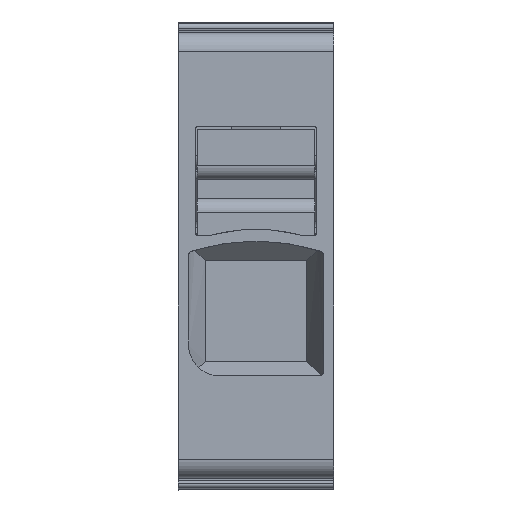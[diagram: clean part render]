
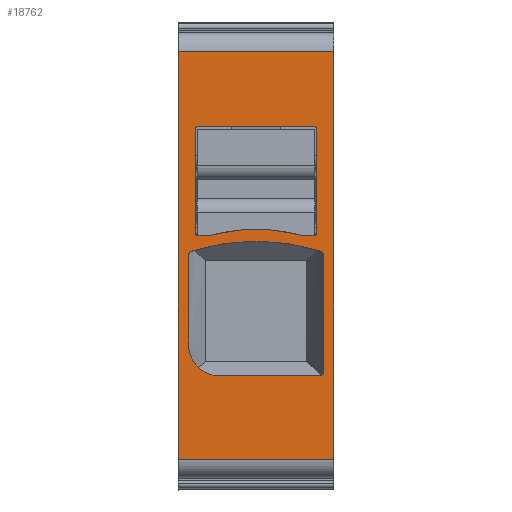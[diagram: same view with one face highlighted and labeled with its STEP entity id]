
A CAD part, top view. The second image highlights one B-rep face of the part: STEP entity #18762.
In plain terms, the highlighted planar face has unit normal (0, 0, 1).
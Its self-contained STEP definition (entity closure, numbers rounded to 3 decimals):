
#11608=AXIS2_PLACEMENT_3D('Circle Axis2P3D',#11606,#11607,$) ;
#15603=AXIS2_PLACEMENT_3D('Circle Axis2P3D',#15601,#15602,$) ;
#15652=AXIS2_PLACEMENT_3D('Circle Axis2P3D',#15650,#15651,$) ;
#15676=AXIS2_PLACEMENT_3D('Circle Axis2P3D',#15674,#15675,$) ;
#15702=AXIS2_PLACEMENT_3D('Circle Axis2P3D',#15700,#15701,$) ;
#15750=AXIS2_PLACEMENT_3D('Circle Axis2P3D',#15748,#15749,$) ;
#15799=AXIS2_PLACEMENT_3D('Circle Axis2P3D',#15797,#15798,$) ;
#15825=AXIS2_PLACEMENT_3D('Circle Axis2P3D',#15823,#15824,$) ;
#15849=AXIS2_PLACEMENT_3D('Circle Axis2P3D',#15847,#15848,$) ;
#16728=AXIS2_PLACEMENT_3D('Circle Axis2P3D',#16726,#16727,$) ;
#16780=AXIS2_PLACEMENT_3D('Circle Axis2P3D',#16778,#16779,$) ;
#16830=AXIS2_PLACEMENT_3D('Circle Axis2P3D',#16828,#16829,$) ;
#18728=AXIS2_PLACEMENT_3D('Plane Axis2P3D',#18725,#18726,#18727) ;
#11603=CARTESIAN_POINT('Vertex',(7.1,13.2,50.95)) ;
#11606=CARTESIAN_POINT('Axis2P3D Location',(7.1,13.3,50.95)) ;
#11610=CARTESIAN_POINT('Vertex',(7.2,13.3,50.95)) ;
#15530=CARTESIAN_POINT('Line Origine',(4.4,22.725,50.95)) ;
#15534=CARTESIAN_POINT('Vertex',(0.05,22.725,50.95)) ;
#15536=CARTESIAN_POINT('Vertex',(8.1,22.725,50.95)) ;
#15574=CARTESIAN_POINT('Vertex',(2.15,5.9,50.95)) ;
#15577=CARTESIAN_POINT('Line Origine',(4.75,5.9,50.95)) ;
#15581=CARTESIAN_POINT('Vertex',(7.35,5.9,50.95)) ;
#15601=CARTESIAN_POINT('Axis2P3D Location',(7.35,6.1,50.95)) ;
#15605=CARTESIAN_POINT('Vertex',(7.55,6.1,50.95)) ;
#15626=CARTESIAN_POINT('Line Origine',(7.55,9.142,50.95)) ;
#15630=CARTESIAN_POINT('Vertex',(7.55,12.183,50.95)) ;
#15650=CARTESIAN_POINT('Axis2P3D Location',(7.35,12.183,50.95)) ;
#15654=CARTESIAN_POINT('Vertex',(7.411,12.374,50.95)) ;
#15674=CARTESIAN_POINT('Axis2P3D Location',(4.05,1.9,50.95)) ;
#15678=CARTESIAN_POINT('Vertex',(0.689,12.374,50.95)) ;
#15700=CARTESIAN_POINT('Axis2P3D Location',(0.75,12.183,50.95)) ;
#15704=CARTESIAN_POINT('Vertex',(0.55,12.183,50.95)) ;
#15728=CARTESIAN_POINT('Vertex',(0.55,7.5,50.95)) ;
#15731=CARTESIAN_POINT('Line Origine',(0.55,9.842,50.95)) ;
#15748=CARTESIAN_POINT('Axis2P3D Location',(2.15,7.5,50.95)) ;
#15770=CARTESIAN_POINT('Vertex',(1.,13.2,50.95)) ;
#15773=CARTESIAN_POINT('Line Origine',(1.35,13.2,50.95)) ;
#15777=CARTESIAN_POINT('Vertex',(1.7,13.2,50.95)) ;
#15797=CARTESIAN_POINT('Axis2P3D Location',(5.329,-1.56,50.95)) ;
#15801=CARTESIAN_POINT('Vertex',(2.511,13.376,50.95)) ;
#15823=CARTESIAN_POINT('Axis2P3D Location',(4.05,5.22,50.95)) ;
#15827=CARTESIAN_POINT('Vertex',(5.589,13.376,50.95)) ;
#15847=CARTESIAN_POINT('Axis2P3D Location',(2.771,-1.56,50.95)) ;
#15851=CARTESIAN_POINT('Vertex',(6.4,13.2,50.95)) ;
#15868=CARTESIAN_POINT('Line Origine',(6.75,13.2,50.95)) ;
#15885=CARTESIAN_POINT('Line Origine',(7.2,16.025,50.95)) ;
#15889=CARTESIAN_POINT('Vertex',(7.2,18.75,50.95)) ;
#15943=CARTESIAN_POINT('Vertex',(0.,1.575,50.95)) ;
#15947=CARTESIAN_POINT('Control Point',(0.,22.725,50.95)) ;
#15948=CARTESIAN_POINT('Control Point',(0.,18.495,50.95)) ;
#15949=CARTESIAN_POINT('Control Point',(0.,14.265,50.95)) ;
#15950=CARTESIAN_POINT('Control Point',(0.,10.035,50.95)) ;
#15951=CARTESIAN_POINT('Control Point',(0.,5.805,50.95)) ;
#15952=CARTESIAN_POINT('Control Point',(0.,1.575,50.95)) ;
#15953=CARTESIAN_POINT('Vertex',(0.,22.725,50.95)) ;
#16726=CARTESIAN_POINT('Axis2P3D Location',(7.1,18.75,50.95)) ;
#16730=CARTESIAN_POINT('Vertex',(7.1,18.85,50.95)) ;
#16750=CARTESIAN_POINT('Line Origine',(4.05,18.85,50.95)) ;
#16754=CARTESIAN_POINT('Vertex',(1.,18.85,50.95)) ;
#16778=CARTESIAN_POINT('Axis2P3D Location',(1.,18.75,50.95)) ;
#16782=CARTESIAN_POINT('Vertex',(0.9,18.75,50.95)) ;
#16797=CARTESIAN_POINT('Line Origine',(0.9,16.025,50.95)) ;
#16801=CARTESIAN_POINT('Vertex',(0.9,13.3,50.95)) ;
#16828=CARTESIAN_POINT('Axis2P3D Location',(1.,13.3,50.95)) ;
#16858=CARTESIAN_POINT('Vertex',(8.1,1.575,50.95)) ;
#16861=CARTESIAN_POINT('Line Origine',(4.4,1.575,50.95)) ;
#16865=CARTESIAN_POINT('Vertex',(0.05,1.575,50.95)) ;
#17049=CARTESIAN_POINT('Line Origine',(8.1,12.15,50.95)) ;
#17236=CARTESIAN_POINT('Line Origine',(0.025,1.575,50.95)) ;
#17258=CARTESIAN_POINT('Line Origine',(0.025,22.725,50.95)) ;
#18725=CARTESIAN_POINT('Axis2P3D Location',(0.,8.3,50.95)) ;
#11607=DIRECTION('Axis2P3D Direction',(0.,0.,-1.)) ;
#15531=DIRECTION('Vector Direction',(1.,0.,0.)) ;
#15578=DIRECTION('Vector Direction',(1.,0.,0.)) ;
#15602=DIRECTION('Axis2P3D Direction',(0.,0.,-1.)) ;
#15627=DIRECTION('Vector Direction',(0.,-1.,0.)) ;
#15651=DIRECTION('Axis2P3D Direction',(0.,0.,-1.)) ;
#15675=DIRECTION('Axis2P3D Direction',(0.,0.,-1.)) ;
#15701=DIRECTION('Axis2P3D Direction',(0.,0.,-1.)) ;
#15732=DIRECTION('Vector Direction',(0.,-1.,0.)) ;
#15749=DIRECTION('Axis2P3D Direction',(0.,0.,-1.)) ;
#15774=DIRECTION('Vector Direction',(-1.,0.,0.)) ;
#15798=DIRECTION('Axis2P3D Direction',(0.,0.,-1.)) ;
#15824=DIRECTION('Axis2P3D Direction',(0.,0.,-1.)) ;
#15848=DIRECTION('Axis2P3D Direction',(0.,0.,-1.)) ;
#15869=DIRECTION('Vector Direction',(-1.,0.,0.)) ;
#15886=DIRECTION('Vector Direction',(0.,1.,0.)) ;
#16727=DIRECTION('Axis2P3D Direction',(0.,0.,-1.)) ;
#16751=DIRECTION('Vector Direction',(-1.,0.,0.)) ;
#16779=DIRECTION('Axis2P3D Direction',(0.,0.,-1.)) ;
#16798=DIRECTION('Vector Direction',(0.,1.,0.)) ;
#16829=DIRECTION('Axis2P3D Direction',(-0.,0.,-1.)) ;
#16862=DIRECTION('Vector Direction',(1.,0.,0.)) ;
#17050=DIRECTION('Vector Direction',(0.,-1.,0.)) ;
#17237=DIRECTION('Vector Direction',(-1.,0.,0.)) ;
#17259=DIRECTION('Vector Direction',(-1.,0.,0.)) ;
#18726=DIRECTION('Axis2P3D Direction',(0.,0.,-1.)) ;
#18727=DIRECTION('Axis2P3D XDirection',(1.,0.,0.)) ;
#15532=VECTOR('Line Direction',#15531,1.) ;
#15579=VECTOR('Line Direction',#15578,1.) ;
#15628=VECTOR('Line Direction',#15627,1.) ;
#15733=VECTOR('Line Direction',#15732,1.) ;
#15775=VECTOR('Line Direction',#15774,1.) ;
#15870=VECTOR('Line Direction',#15869,1.) ;
#15887=VECTOR('Line Direction',#15886,1.) ;
#16752=VECTOR('Line Direction',#16751,1.) ;
#16799=VECTOR('Line Direction',#16798,1.) ;
#16863=VECTOR('Line Direction',#16862,1.) ;
#17051=VECTOR('Line Direction',#17050,1.) ;
#17238=VECTOR('Line Direction',#17237,1.) ;
#17260=VECTOR('Line Direction',#17259,1.) ;
#18731=ORIENTED_EDGE('',*,*,#17240,.F.) ;
#18732=ORIENTED_EDGE('',*,*,#16867,.T.) ;
#18733=ORIENTED_EDGE('',*,*,#17053,.F.) ;
#18734=ORIENTED_EDGE('',*,*,#15538,.F.) ;
#18735=ORIENTED_EDGE('',*,*,#17262,.T.) ;
#18736=ORIENTED_EDGE('',*,*,#15955,.F.) ;
#18739=ORIENTED_EDGE('',*,*,#15779,.T.) ;
#18740=ORIENTED_EDGE('',*,*,#16832,.F.) ;
#18741=ORIENTED_EDGE('',*,*,#16803,.T.) ;
#18742=ORIENTED_EDGE('',*,*,#16784,.F.) ;
#18743=ORIENTED_EDGE('',*,*,#16756,.F.) ;
#18744=ORIENTED_EDGE('',*,*,#16732,.F.) ;
#18745=ORIENTED_EDGE('',*,*,#15891,.F.) ;
#18746=ORIENTED_EDGE('',*,*,#11612,.F.) ;
#18747=ORIENTED_EDGE('',*,*,#15872,.T.) ;
#18748=ORIENTED_EDGE('',*,*,#15853,.T.) ;
#18749=ORIENTED_EDGE('',*,*,#15829,.T.) ;
#18750=ORIENTED_EDGE('',*,*,#15803,.T.) ;
#18753=ORIENTED_EDGE('',*,*,#15583,.F.) ;
#18754=ORIENTED_EDGE('',*,*,#15752,.F.) ;
#18755=ORIENTED_EDGE('',*,*,#15735,.F.) ;
#18756=ORIENTED_EDGE('',*,*,#15706,.F.) ;
#18757=ORIENTED_EDGE('',*,*,#15680,.F.) ;
#18758=ORIENTED_EDGE('',*,*,#15656,.F.) ;
#18759=ORIENTED_EDGE('',*,*,#15632,.T.) ;
#18760=ORIENTED_EDGE('',*,*,#15607,.F.) ;
#18751=FACE_BOUND('',#18738,.T.) ;
#18761=FACE_BOUND('',#18752,.T.) ;
#18762=ADVANCED_FACE('MLD_APG_6_L.1\\MLD_APG_6_L',(#18737,#18751,#18761),#18729,.F.) ;
#15946=B_SPLINE_CURVE_WITH_KNOTS('',5,(#15947,#15948,#15949,#15950,#15951,#15952),.UNSPECIFIED.,.F.,.U.,(6,6),(0.,21.15),.UNSPECIFIED.) ;
#11609=CIRCLE('generated circle',#11608,0.1) ;
#15604=CIRCLE('generated circle',#15603,0.2) ;
#15653=CIRCLE('generated circle',#15652,0.2) ;
#15677=CIRCLE('generated circle',#15676,11.) ;
#15703=CIRCLE('generated circle',#15702,0.2) ;
#15751=CIRCLE('generated circle',#15750,1.6) ;
#15800=CIRCLE('generated circle',#15799,15.2) ;
#15826=CIRCLE('generated circle',#15825,8.3) ;
#15850=CIRCLE('generated circle',#15849,15.2) ;
#16729=CIRCLE('generated circle',#16728,0.1) ;
#16781=CIRCLE('generated circle',#16780,0.1) ;
#16831=CIRCLE('generated circle',#16830,0.1) ;
#11612=EDGE_CURVE('',#11604,#11611,#11609,.F.) ;
#15538=EDGE_CURVE('',#15535,#15537,#15533,.T.) ;
#15583=EDGE_CURVE('',#15575,#15582,#15580,.T.) ;
#15607=EDGE_CURVE('',#15582,#15606,#15604,.F.) ;
#15632=EDGE_CURVE('',#15631,#15606,#15629,.T.) ;
#15656=EDGE_CURVE('',#15631,#15655,#15653,.F.) ;
#15680=EDGE_CURVE('',#15655,#15679,#15677,.F.) ;
#15706=EDGE_CURVE('',#15679,#15705,#15703,.F.) ;
#15735=EDGE_CURVE('',#15705,#15729,#15734,.T.) ;
#15752=EDGE_CURVE('',#15729,#15575,#15751,.F.) ;
#15779=EDGE_CURVE('',#15778,#15771,#15776,.T.) ;
#15803=EDGE_CURVE('',#15802,#15778,#15800,.F.) ;
#15829=EDGE_CURVE('',#15828,#15802,#15826,.F.) ;
#15853=EDGE_CURVE('',#15852,#15828,#15850,.F.) ;
#15872=EDGE_CURVE('',#11604,#15852,#15871,.T.) ;
#15891=EDGE_CURVE('',#11611,#15890,#15888,.T.) ;
#15955=EDGE_CURVE('',#15944,#15954,#15946,.F.) ;
#16732=EDGE_CURVE('',#15890,#16731,#16729,.F.) ;
#16756=EDGE_CURVE('',#16731,#16755,#16753,.T.) ;
#16784=EDGE_CURVE('',#16755,#16783,#16781,.F.) ;
#16803=EDGE_CURVE('',#16802,#16783,#16800,.T.) ;
#16832=EDGE_CURVE('',#16802,#15771,#16831,.F.) ;
#16867=EDGE_CURVE('',#16866,#16859,#16864,.T.) ;
#17053=EDGE_CURVE('',#15537,#16859,#17052,.T.) ;
#17240=EDGE_CURVE('',#16866,#15944,#17239,.T.) ;
#17262=EDGE_CURVE('',#15535,#15954,#17261,.T.) ;
#18730=EDGE_LOOP('',(#18731,#18732,#18733,#18734,#18735,#18736)) ;
#18738=EDGE_LOOP('',(#18739,#18740,#18741,#18742,#18743,#18744,#18745,#18746,#18747,#18748,#18749,#18750)) ;
#18752=EDGE_LOOP('',(#18753,#18754,#18755,#18756,#18757,#18758,#18759,#18760)) ;
#18737=FACE_OUTER_BOUND('',#18730,.T.) ;
#15533=LINE('Line',#15530,#15532) ;
#15580=LINE('Line',#15577,#15579) ;
#15629=LINE('Line',#15626,#15628) ;
#15734=LINE('Line',#15731,#15733) ;
#15776=LINE('Line',#15773,#15775) ;
#15871=LINE('Line',#15868,#15870) ;
#15888=LINE('Line',#15885,#15887) ;
#16753=LINE('Line',#16750,#16752) ;
#16800=LINE('Line',#16797,#16799) ;
#16864=LINE('Line',#16861,#16863) ;
#17052=LINE('Line',#17049,#17051) ;
#17239=LINE('Line',#17236,#17238) ;
#17261=LINE('Line',#17258,#17260) ;
#18729=PLANE('',#18728) ;
#11604=VERTEX_POINT('',#11603) ;
#11611=VERTEX_POINT('',#11610) ;
#15535=VERTEX_POINT('',#15534) ;
#15537=VERTEX_POINT('',#15536) ;
#15575=VERTEX_POINT('',#15574) ;
#15582=VERTEX_POINT('',#15581) ;
#15606=VERTEX_POINT('',#15605) ;
#15631=VERTEX_POINT('',#15630) ;
#15655=VERTEX_POINT('',#15654) ;
#15679=VERTEX_POINT('',#15678) ;
#15705=VERTEX_POINT('',#15704) ;
#15729=VERTEX_POINT('',#15728) ;
#15771=VERTEX_POINT('',#15770) ;
#15778=VERTEX_POINT('',#15777) ;
#15802=VERTEX_POINT('',#15801) ;
#15828=VERTEX_POINT('',#15827) ;
#15852=VERTEX_POINT('',#15851) ;
#15890=VERTEX_POINT('',#15889) ;
#15944=VERTEX_POINT('',#15943) ;
#15954=VERTEX_POINT('',#15953) ;
#16731=VERTEX_POINT('',#16730) ;
#16755=VERTEX_POINT('',#16754) ;
#16783=VERTEX_POINT('',#16782) ;
#16802=VERTEX_POINT('',#16801) ;
#16859=VERTEX_POINT('',#16858) ;
#16866=VERTEX_POINT('',#16865) ;
